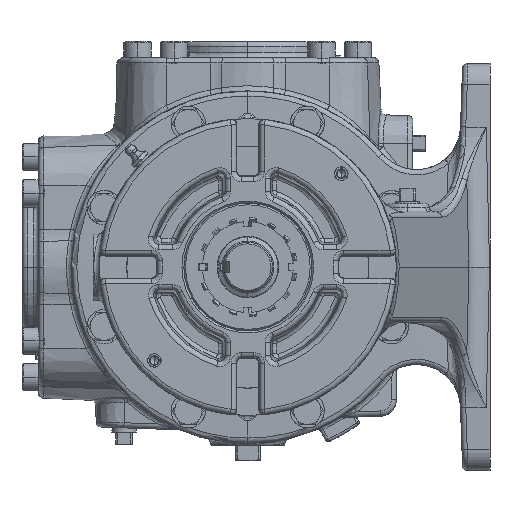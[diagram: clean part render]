
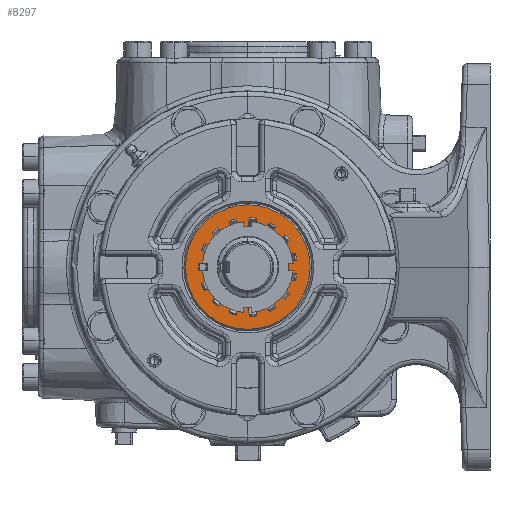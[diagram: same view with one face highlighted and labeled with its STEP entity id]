
A CAD part, left-side view. The second image highlights one B-rep face of the part: STEP entity #8297.
In plain terms, the highlighted planar face has unit normal (-1, 0, 0).
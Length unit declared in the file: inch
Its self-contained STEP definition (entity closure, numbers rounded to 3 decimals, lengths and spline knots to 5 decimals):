
#1753 = CARTESIAN_POINT ( 'NONE',  ( -10.75474, 0., 1.415 ) ) ;
#2816 = CIRCLE ( 'NONE', #59170, 1.415 ) ;
#3839 = AXIS2_PLACEMENT_3D ( 'NONE', #264045, #197794, #85836 ) ;
#8297 = ADVANCED_FACE ( 'NONE', ( #79340, #32335 ), #189906, .F. ) ;
#26739 = CARTESIAN_POINT ( 'NONE',  ( -10.75474, 0., 0.855 ) ) ;
#29771 = EDGE_LOOP ( 'NONE', ( #254214, #187768 ) ) ;
#32335 = FACE_OUTER_BOUND ( 'NONE', #150218, .T. ) ;
#33780 = DIRECTION ( 'NONE',  ( 0., 0., -1. ) ) ;
#50966 = CARTESIAN_POINT ( 'NONE',  ( -10.75474, 0., -0.855 ) ) ;
#56094 = AXIS2_PLACEMENT_3D ( 'NONE', #76485, #275484, #33780 ) ;
#59170 = AXIS2_PLACEMENT_3D ( 'NONE', #68836, #247075, #289828 ) ;
#68836 = CARTESIAN_POINT ( 'NONE',  ( -10.75474, 0., 0. ) ) ;
#69163 = VERTEX_POINT ( 'NONE', #50966 ) ;
#76485 = CARTESIAN_POINT ( 'NONE',  ( -10.75474, 0.855, 0. ) ) ;
#77754 = DIRECTION ( 'NONE',  ( -1., 0., 0. ) ) ;
#79340 = FACE_BOUND ( 'NONE', #29771, .T. ) ;
#81025 = CARTESIAN_POINT ( 'NONE',  ( -10.75474, 0., 0. ) ) ;
#85836 = DIRECTION ( 'NONE',  ( 0., 0., 1. ) ) ;
#92679 = CIRCLE ( 'NONE', #234046, 1.415 ) ;
#122143 = DIRECTION ( 'NONE',  ( 0., 0., 1. ) ) ;
#136803 = VERTEX_POINT ( 'NONE', #26739 ) ;
#147464 = DIRECTION ( 'NONE',  ( 0., 0., 1. ) ) ;
#149834 = CIRCLE ( 'NONE', #3839, 0.855 ) ;
#150218 = EDGE_LOOP ( 'NONE', ( #243224, #209406 ) ) ;
#162630 = EDGE_CURVE ( 'NONE', #69163, #136803, #149834, .T. ) ;
#173896 = DIRECTION ( 'NONE',  ( -1., 0., 0. ) ) ;
#187768 = ORIENTED_EDGE ( 'NONE', *, *, #162630, .F. ) ;
#189906 = PLANE ( 'NONE',  #56094 ) ;
#197794 = DIRECTION ( 'NONE',  ( -1., 0., 0. ) ) ;
#200170 = EDGE_CURVE ( 'NONE', #208898, #214742, #92679, .T. ) ;
#208898 = VERTEX_POINT ( 'NONE', #1753 ) ;
#209406 = ORIENTED_EDGE ( 'NONE', *, *, #200170, .T. ) ;
#214742 = VERTEX_POINT ( 'NONE', #288830 ) ;
#234046 = AXIS2_PLACEMENT_3D ( 'NONE', #281016, #77754, #122143 ) ;
#241396 = CIRCLE ( 'NONE', #278987, 0.855 ) ;
#243224 = ORIENTED_EDGE ( 'NONE', *, *, #282827, .T. ) ;
#247075 = DIRECTION ( 'NONE',  ( -1., 0., 0. ) ) ;
#254214 = ORIENTED_EDGE ( 'NONE', *, *, #273476, .F. ) ;
#264045 = CARTESIAN_POINT ( 'NONE',  ( -10.75474, 0., 0. ) ) ;
#273476 = EDGE_CURVE ( 'NONE', #136803, #69163, #241396, .T. ) ;
#275484 = DIRECTION ( 'NONE',  ( 1., 0., 0. ) ) ;
#278987 = AXIS2_PLACEMENT_3D ( 'NONE', #81025, #173896, #147464 ) ;
#281016 = CARTESIAN_POINT ( 'NONE',  ( -10.75474, 0., 0. ) ) ;
#282827 = EDGE_CURVE ( 'NONE', #214742, #208898, #2816, .T. ) ;
#288830 = CARTESIAN_POINT ( 'NONE',  ( -10.75474, 0., -1.415 ) ) ;
#289828 = DIRECTION ( 'NONE',  ( 0., 0., 1. ) ) ;
